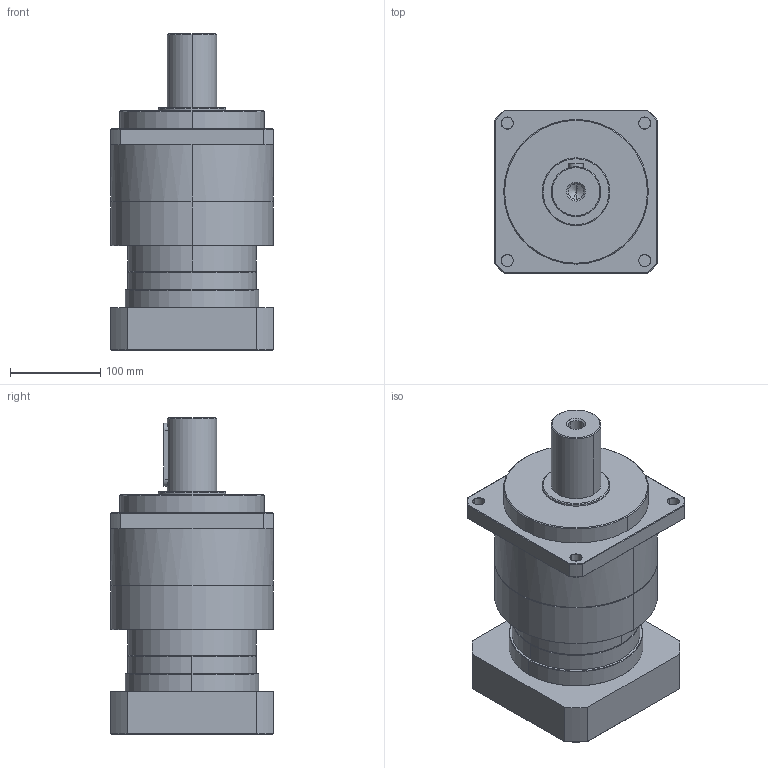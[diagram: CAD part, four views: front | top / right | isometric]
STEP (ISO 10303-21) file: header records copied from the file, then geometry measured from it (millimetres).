
FILE_DESCRIPTION (( 'STEP AP214' ), '1' );
FILE_NAME ('MSS1802A-F3110103 nc fxt.STEP', '2022-02-23T18:37:06', ( '' ), ( '' ), 'SwSTEP 2.0', 'SolidWorks 2021', '' );
FILE_SCHEMA (( 'AUTOMOTIVE_DESIGN' ));
Length unit declared in the file: inch
Products named in the file (1): MSS1802A-F3110103 nc fxt
Bounding box: 180 x 180 x 350 mm (x, y, z)
Volume: 6278939.3 mm3; surface area: 357093.2 mm2
Topology: 3 solids, 3 shells, 187 faces, 414 edges, 237 vertices
Faces by surface type: cone 83, cylinder 56, plane 48
Entity records: 5316 total; most frequent: CARTESIAN_POINT 1117, DIRECTION 926, ORIENTED_EDGE 808, EDGE_CURVE 404, AXIS2_PLACEMENT_3D 372, VERTEX_POINT 237, EDGE_LOOP 213, ADVANCED_FACE 187
